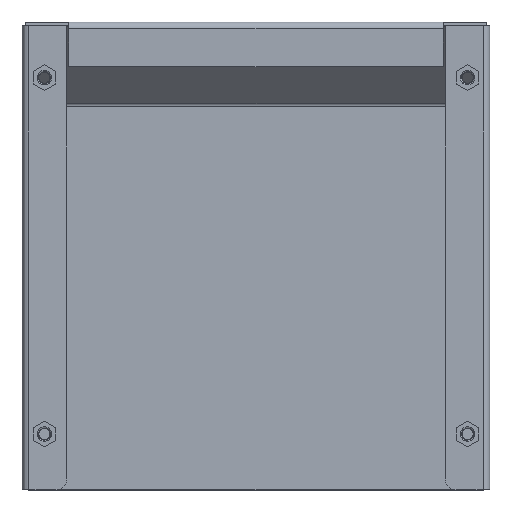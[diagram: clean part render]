
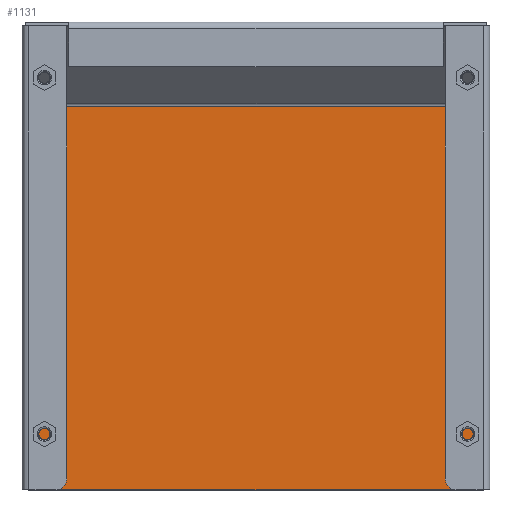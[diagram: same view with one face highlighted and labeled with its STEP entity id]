
A CAD part, top view. The second image highlights one B-rep face of the part: STEP entity #1131.
In plain terms, the highlighted planar face has unit normal (0, 0, 1).
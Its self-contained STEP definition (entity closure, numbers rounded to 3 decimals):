
#62 = VECTOR ( 'NONE', #4004, 1000. ) ;
#107 = EDGE_LOOP ( 'NONE', ( #1586, #4734, #5635, #5369 ) ) ;
#554 = CARTESIAN_POINT ( 'NONE',  ( 102., -87.5, 0. ) ) ;
#668 = CARTESIAN_POINT ( 'NONE',  ( -102., 84.757, 0. ) ) ;
#710 = DIRECTION ( 'NONE',  ( -1., 0., 0. ) ) ;
#739 = VECTOR ( 'NONE', #2662, 1000. ) ;
#818 = FACE_OUTER_BOUND ( 'NONE', #107, .T. ) ;
#829 = VECTOR ( 'NONE', #1277, 1000. ) ;
#1131 = ADVANCED_FACE ( 'NONE', ( #818 ), #3953, .F. ) ;
#1264 = VERTEX_POINT ( 'NONE', #554 ) ;
#1277 = DIRECTION ( 'NONE',  ( 0., -1., 0. ) ) ;
#1390 = LINE ( 'NONE', #1799, #3857 ) ;
#1586 = ORIENTED_EDGE ( 'NONE', *, *, #4306, .F. ) ;
#1799 = CARTESIAN_POINT ( 'NONE',  ( -105., 84.757, 0. ) ) ;
#2200 = CARTESIAN_POINT ( 'NONE',  ( -102., -87.5, 0. ) ) ;
#2512 = LINE ( 'NONE', #4350, #829 ) ;
#2662 = DIRECTION ( 'NONE',  ( 1., 0., 0. ) ) ;
#2700 = DIRECTION ( 'NONE',  ( 0., 0., -1. ) ) ;
#2856 = VERTEX_POINT ( 'NONE', #668 ) ;
#3071 = EDGE_CURVE ( 'NONE', #5431, #2856, #5805, .T. ) ;
#3110 = LINE ( 'NONE', #4918, #739 ) ;
#3149 = CARTESIAN_POINT ( 'NONE',  ( 0., 0., 0. ) ) ;
#3857 = VECTOR ( 'NONE', #4438, 1000. ) ;
#3903 = AXIS2_PLACEMENT_3D ( 'NONE', #3149, #2700, #710 ) ;
#3953 = PLANE ( 'NONE',  #3903 ) ;
#4004 = DIRECTION ( 'NONE',  ( 0., 1., 0. ) ) ;
#4246 = EDGE_CURVE ( 'NONE', #5431, #1264, #3110, .T. ) ;
#4306 = EDGE_CURVE ( 'NONE', #5787, #1264, #2512, .T. ) ;
#4328 = CARTESIAN_POINT ( 'NONE',  ( 102., 84.757, 0. ) ) ;
#4341 = CARTESIAN_POINT ( 'NONE',  ( -102., -87.5, 0. ) ) ;
#4350 = CARTESIAN_POINT ( 'NONE',  ( 102., 84.757, 0. ) ) ;
#4438 = DIRECTION ( 'NONE',  ( 1., 0., 0. ) ) ;
#4734 = ORIENTED_EDGE ( 'NONE', *, *, #5197, .F. ) ;
#4918 = CARTESIAN_POINT ( 'NONE',  ( -105., -87.5, 0. ) ) ;
#5197 = EDGE_CURVE ( 'NONE', #2856, #5787, #1390, .T. ) ;
#5369 = ORIENTED_EDGE ( 'NONE', *, *, #4246, .T. ) ;
#5431 = VERTEX_POINT ( 'NONE', #4341 ) ;
#5635 = ORIENTED_EDGE ( 'NONE', *, *, #3071, .F. ) ;
#5787 = VERTEX_POINT ( 'NONE', #4328 ) ;
#5805 = LINE ( 'NONE', #2200, #62 ) ;
